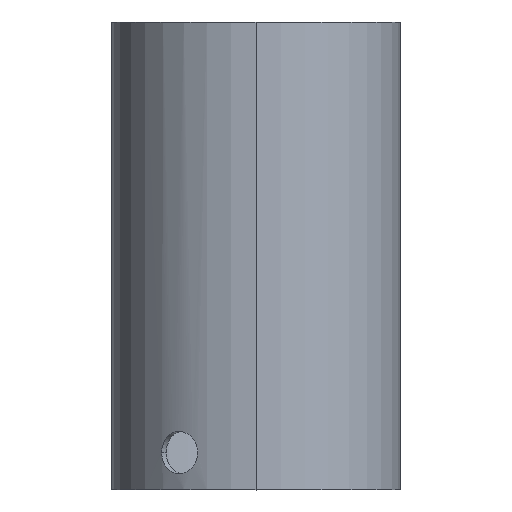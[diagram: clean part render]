
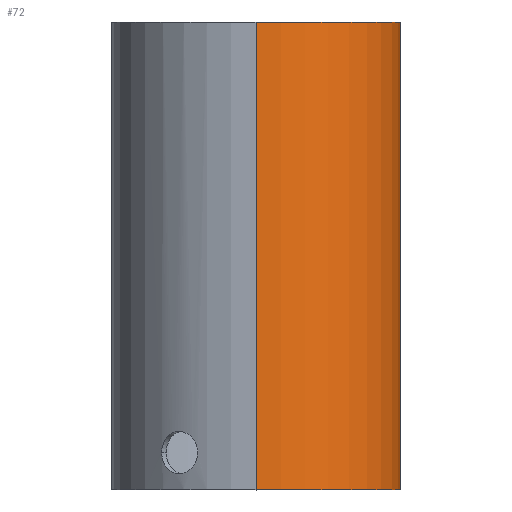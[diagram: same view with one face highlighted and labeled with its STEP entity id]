
A CAD part, top view. The second image highlights one B-rep face of the part: STEP entity #72.
In plain terms, the highlighted cylindrical face has radius 17 mm (diameter 34 mm), a partial arc.
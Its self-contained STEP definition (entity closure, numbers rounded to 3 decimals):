
#4 = CARTESIAN_POINT ( 'NONE',  ( 0., 55., 17. ) ) ;
#24 = VERTEX_POINT ( 'NONE', #409 ) ;
#25 = DIRECTION ( 'NONE',  ( 0., 0., -1. ) ) ;
#43 = VERTEX_POINT ( 'NONE', #4 ) ;
#67 = DIRECTION ( 'NONE',  ( 0., -1., 0. ) ) ;
#72 = ADVANCED_FACE ( 'NONE', ( #320 ), #73, .T. ) ;
#73 = CYLINDRICAL_SURFACE ( 'NONE', #427, 17. ) ;
#85 = AXIS2_PLACEMENT_3D ( 'NONE', #288, #254, #260 ) ;
#93 = ORIENTED_EDGE ( 'NONE', *, *, #247, .F. ) ;
#98 = ORIENTED_EDGE ( 'NONE', *, *, #291, .F. ) ;
#118 = DIRECTION ( 'NONE',  ( 0., 0., 1. ) ) ;
#137 = ORIENTED_EDGE ( 'NONE', *, *, #270, .T. ) ;
#161 = VERTEX_POINT ( 'NONE', #188 ) ;
#181 = VECTOR ( 'NONE', #317, 1000. ) ;
#188 = CARTESIAN_POINT ( 'NONE',  ( 0., 55., -17. ) ) ;
#189 = DIRECTION ( 'NONE',  ( 0., -1., 0. ) ) ;
#191 = CARTESIAN_POINT ( 'NONE',  ( 0., 55., -17. ) ) ;
#194 = LINE ( 'NONE', #354, #256 ) ;
#240 = CIRCLE ( 'NONE', #85, 17. ) ;
#244 = CARTESIAN_POINT ( 'NONE',  ( 0., 55., 0. ) ) ;
#247 = EDGE_CURVE ( 'NONE', #43, #161, #240, .T. ) ;
#254 = DIRECTION ( 'NONE',  ( 0., 1., 0. ) ) ;
#256 = VECTOR ( 'NONE', #189, 1000. ) ;
#260 = DIRECTION ( 'NONE',  ( 0., 0., 1. ) ) ;
#270 = EDGE_CURVE ( 'NONE', #403, #24, #406, .T. ) ;
#274 = ORIENTED_EDGE ( 'NONE', *, *, #277, .T. ) ;
#277 = EDGE_CURVE ( 'NONE', #43, #403, #194, .T. ) ;
#286 = DIRECTION ( 'NONE',  ( 0., 1., 0. ) ) ;
#288 = CARTESIAN_POINT ( 'NONE',  ( 0., 55., 0. ) ) ;
#291 = EDGE_CURVE ( 'NONE', #161, #24, #304, .T. ) ;
#293 = CARTESIAN_POINT ( 'NONE',  ( 0., 0., 0. ) ) ;
#304 = LINE ( 'NONE', #191, #181 ) ;
#317 = DIRECTION ( 'NONE',  ( 0., -1., 0. ) ) ;
#320 = FACE_OUTER_BOUND ( 'NONE', #407, .T. ) ;
#335 = CARTESIAN_POINT ( 'NONE',  ( 0., 0., 17. ) ) ;
#354 = CARTESIAN_POINT ( 'NONE',  ( 0., 55., 17. ) ) ;
#403 = VERTEX_POINT ( 'NONE', #335 ) ;
#406 = CIRCLE ( 'NONE', #415, 17. ) ;
#407 = EDGE_LOOP ( 'NONE', ( #93, #274, #137, #98 ) ) ;
#409 = CARTESIAN_POINT ( 'NONE',  ( 0., 0., -17. ) ) ;
#415 = AXIS2_PLACEMENT_3D ( 'NONE', #293, #286, #118 ) ;
#427 = AXIS2_PLACEMENT_3D ( 'NONE', #244, #67, #25 ) ;
